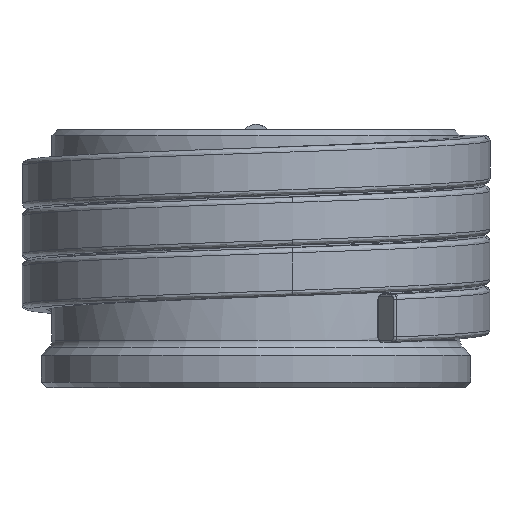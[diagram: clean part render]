
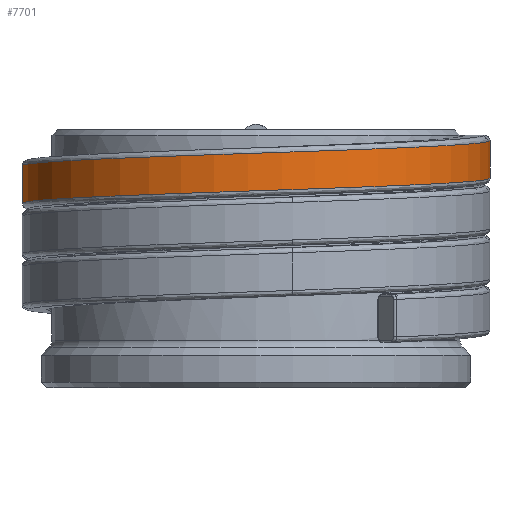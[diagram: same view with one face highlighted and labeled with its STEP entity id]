
A CAD part, left-side view. The second image highlights one B-rep face of the part: STEP entity #7701.
In plain terms, the highlighted cylindrical face has radius 21.8 mm (diameter 43.6 mm), a partial arc.
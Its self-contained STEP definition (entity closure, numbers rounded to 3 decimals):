
#2023=CARTESIAN_POINT('',(0.,0.,-5.));
#2024=DIRECTION('',(0.,0.,1.));
#2025=DIRECTION('',(0.971,-0.241,0.));
#2026=AXIS2_PLACEMENT_3D('',#2023,#2024,#2025);
#2879=DIRECTION('',(0.,0.,1.));
#2880=VECTOR('',#2879,3.5);
#2881=CARTESIAN_POINT('',(10.024,-19.359,
-8.843));
#2882=LINE('',#2881,#2880);
#2914=DIRECTION('',(0.,0.,1.));
#2915=VECTOR('',#2914,3.5);
#2916=CARTESIAN_POINT('',(0.,-21.8,-4.5));
#2917=LINE('',#2916,#2915);
#2918=CARTESIAN_POINT('',(0.,-21.8,-4.5));
#2919=CARTESIAN_POINT('',(-1.361,-21.8,-4.547));
#2920=CARTESIAN_POINT('',(-4.082,-21.544,
-4.64));
#2921=CARTESIAN_POINT('',(-8.022,-20.408,
-4.78));
#2922=CARTESIAN_POINT('',(-11.681,-18.557,
-4.92));
#2923=CARTESIAN_POINT('',(-14.932,-16.058,
-5.06));
#2924=CARTESIAN_POINT('',(-17.661,-12.997,
-5.2));
#2925=CARTESIAN_POINT('',(-19.772,-9.482,
-5.341));
#2926=CARTESIAN_POINT('',(-21.191,-5.635,
-5.481));
#2927=CARTESIAN_POINT('',(-21.87,-1.591,
-5.621));
#2928=CARTESIAN_POINT('',(-21.784,2.508,
-5.761));
#2929=CARTESIAN_POINT('',(-20.936,6.52,
-5.901));
#2930=CARTESIAN_POINT('',(-19.356,10.304,
-6.041));
#2931=CARTESIAN_POINT('',(-17.099,13.728,
-6.181));
#2932=CARTESIAN_POINT('',(-14.244,16.671,
-6.321));
#2933=CARTESIAN_POINT('',(-10.892,19.032,
-6.461));
#2934=CARTESIAN_POINT('',(-7.158,20.727,
-6.601));
#2935=CARTESIAN_POINT('',(-3.174,21.697,
-6.741));
#2936=CARTESIAN_POINT('',(0.921,21.908,
-6.881));
#2937=CARTESIAN_POINT('',(4.984,21.354,-7.022));
#2938=CARTESIAN_POINT('',(8.872,20.053,-7.162));
#2939=CARTESIAN_POINT('',(12.451,18.05,-7.302));
#2940=CARTESIAN_POINT('',(15.593,15.417,-7.442));
#2941=CARTESIAN_POINT('',(18.191,12.244,-7.582));
#2942=CARTESIAN_POINT('',(20.153,8.643,-7.722));
#2943=CARTESIAN_POINT('',(21.409,4.74,-7.862));
#2944=CARTESIAN_POINT('',(21.918,0.671,
-8.002));
#2945=CARTESIAN_POINT('',(21.659,-3.421,
-8.142));
#2946=CARTESIAN_POINT('',(20.644,-7.394,
-8.282));
#2947=CARTESIAN_POINT('',(18.906,-11.108,
-8.422));
#2948=CARTESIAN_POINT('',(16.508,-14.434,
-8.562));
#2949=CARTESIAN_POINT('',(13.532,-17.255,
-8.703));
#2950=CARTESIAN_POINT('',(11.232,-18.733,
-8.796));
#2951=CARTESIAN_POINT('',(10.024,-19.359,
-8.843));
#2953=CARTESIAN_POINT('',(20.762,-6.646,
-4.757));
#2954=CARTESIAN_POINT('',(20.789,-6.561,
-4.78));
#2955=CARTESIAN_POINT('',(20.843,-6.39,
-4.827));
#2956=CARTESIAN_POINT('',(20.921,-6.13,
-4.889));
#2957=CARTESIAN_POINT('',(20.998,-5.86,
-4.943));
#2958=CARTESIAN_POINT('',(21.077,-5.572,
-4.985));
#2959=CARTESIAN_POINT('',(21.13,-5.363,-5.));
#2960=CARTESIAN_POINT('',(21.157,-5.255,-5.));
#2962=CARTESIAN_POINT('',(21.68,-2.283,-5.));
#2963=CARTESIAN_POINT('',(21.687,-2.219,-5.));
#2964=CARTESIAN_POINT('',(21.699,-2.098,
-4.984));
#2965=CARTESIAN_POINT('',(21.715,-1.928,
-4.92));
#2966=CARTESIAN_POINT('',(21.726,-1.791,
-4.825));
#2967=CARTESIAN_POINT('',(21.734,-1.694,
-4.709));
#2968=CARTESIAN_POINT('',(21.737,-1.658,
-4.626));
#2969=CARTESIAN_POINT('',(21.738,-1.647,
-4.582));
#2976=CARTESIAN_POINT('',(0.,-21.8,-1.));
#2978=CARTESIAN_POINT('',(0.,-21.8,-1.));
#2979=CARTESIAN_POINT('',(-1.338,-21.8,-1.046));
#2980=CARTESIAN_POINT('',(-4.015,-21.553,
-1.138));
#2981=CARTESIAN_POINT('',(-7.893,-20.453,
-1.276));
#2982=CARTESIAN_POINT('',(-11.505,-18.662,
-1.413));
#2983=CARTESIAN_POINT('',(-14.728,-16.24,
-1.551));
#2984=CARTESIAN_POINT('',(-17.453,-13.268,
-1.689));
#2985=CARTESIAN_POINT('',(-19.587,-9.848,
-1.827));
#2986=CARTESIAN_POINT('',(-21.059,-6.095,
-1.964));
#2987=CARTESIAN_POINT('',(-21.819,-2.135,
-2.102));
#2988=CARTESIAN_POINT('',(-21.841,1.896,
-2.24));
#2989=CARTESIAN_POINT('',(-21.125,5.864,
-2.378));
#2990=CARTESIAN_POINT('',(-19.694,9.633,
-2.515));
#2991=CARTESIAN_POINT('',(-17.597,13.076,
-2.653));
#2992=CARTESIAN_POINT('',(-14.905,16.077,
-2.791));
#2993=CARTESIAN_POINT('',(-11.709,18.535,
-2.929));
#2994=CARTESIAN_POINT('',(-8.117,20.366,
-3.066));
#2995=CARTESIAN_POINT('',(-4.251,21.508,
-3.204));
#2996=CARTESIAN_POINT('',(-0.24,21.922,
-3.342));
#2997=CARTESIAN_POINT('',(3.778,21.596,-3.48));
#2998=CARTESIAN_POINT('',(7.669,20.539,-3.617));
#2999=CARTESIAN_POINT('',(11.3,18.787,-3.755));
#3000=CARTESIAN_POINT('',(14.549,16.4,-3.893));
#3001=CARTESIAN_POINT('',(17.306,13.459,-4.031));
#3002=CARTESIAN_POINT('',(19.478,10.062,-4.168));
#3003=CARTESIAN_POINT('',(20.991,6.325,-4.306));
#3004=CARTESIAN_POINT('',(21.795,2.375,-4.444));
#3005=CARTESIAN_POINT('',(21.839,-0.313,
-4.536));
#3006=CARTESIAN_POINT('',(21.738,-1.647,
-4.582));
#3035=CARTESIAN_POINT('',(20.762,-6.646,
-4.757));
#3037=CARTESIAN_POINT('',(20.762,-6.646,
-4.757));
#3038=CARTESIAN_POINT('',(20.415,-7.73,
-4.796));
#3039=CARTESIAN_POINT('',(19.551,-9.843,
-4.874));
#3040=CARTESIAN_POINT('',(17.776,-12.773,
-4.991));
#3041=CARTESIAN_POINT('',(15.566,-15.39,
-5.108));
#3042=CARTESIAN_POINT('',(12.974,-17.63,
-5.225));
#3043=CARTESIAN_POINT('',(11.035,-18.835,
-5.304));
#3044=CARTESIAN_POINT('',(10.024,-19.359,
-5.343));
#3794=CARTESIAN_POINT('',(10.024,-19.359,
-8.843));
#3795=CARTESIAN_POINT('',(10.024,-19.359,
-5.343));
#3796=VERTEX_POINT('',#3794);
#3797=VERTEX_POINT('',#3795);
#3865=VERTEX_POINT('',#2976);
#3866=CARTESIAN_POINT('',(0.,-21.8,-4.5));
#3867=VERTEX_POINT('',#3866);
#3868=VERTEX_POINT('',#3006);
#3875=CARTESIAN_POINT('',(21.157,-5.255,-5.));
#3876=CARTESIAN_POINT('',(21.68,-2.283,-5.));
#3877=VERTEX_POINT('',#3875);
#3878=VERTEX_POINT('',#3876);
#3885=VERTEX_POINT('',#3035);
#7682=CARTESIAN_POINT('',(0.,0.,-0.5));
#7683=DIRECTION('',(0.,0.,-1.));
#7684=DIRECTION('',(0.,-1.,0.));
#7685=AXIS2_PLACEMENT_3D('',#7682,#7683,#7684);
#7686=CYLINDRICAL_SURFACE('',#7685,21.8);
#7687=ORIENTED_EDGE('',*,*,#7658,.F.);
#7688=ORIENTED_EDGE('',*,*,#7091,.T.);
#7689=ORIENTED_EDGE('',*,*,#7648,.T.);
#7691=ORIENTED_EDGE('',*,*,#7690,.F.);
#7693=ORIENTED_EDGE('',*,*,#7692,.T.);
#7694=ORIENTED_EDGE('',*,*,#6208,.T.);
#7696=ORIENTED_EDGE('',*,*,#7695,.T.);
#7698=ORIENTED_EDGE('',*,*,#7697,.F.);
#7699=EDGE_LOOP('',(#7687,#7688,#7689,#7691,#7693,#7694,#7696,#7698));
#7700=FACE_OUTER_BOUND('',#7699,.F.);
#2027=CIRCLE('',#2026,21.8);
#2952=B_SPLINE_CURVE_WITH_KNOTS('',3,(#2918,#2919,#2920,#2921,#2922,#2923,#2924,
#2925,#2926,#2927,#2928,#2929,#2930,#2931,#2932,#2933,#2934,#2935,#2936,#2937,
#2938,#2939,#2940,#2941,#2942,#2943,#2944,#2945,#2946,#2947,#2948,#2949,#2950,
#2951),.UNSPECIFIED.,.F.,.F.,(4,1,1,1,1,1,1,1,1,1,1,1,1,1,1,1,1,1,1,1,1,1,1,1,1,
1,1,1,1,1,1,4),(0.,0.032,0.065,0.097,
0.129,0.161,0.194,0.226,
0.258,0.29,0.323,0.355,
0.387,0.419,0.452,0.484,
0.516,0.548,0.581,0.613,
0.645,0.677,0.71,0.742,
0.774,0.806,0.839,0.871,
0.903,0.935,0.968,1.),.UNSPECIFIED.);
#2961=B_SPLINE_CURVE_WITH_KNOTS('',3,(#2953,#2954,#2955,#2956,#2957,#2958,#2959,
#2960),.UNSPECIFIED.,.F.,.F.,(4,1,1,1,1,4),(0.,0.2,0.4,0.6,0.8,1.),
.UNSPECIFIED.);
#2970=B_SPLINE_CURVE_WITH_KNOTS('',3,(#2962,#2963,#2964,#2965,#2966,#2967,#2968,
#2969),.UNSPECIFIED.,.F.,.F.,(4,1,1,1,1,4),(0.,0.2,0.4,0.6,0.8,1.),
.UNSPECIFIED.);
#3007=B_SPLINE_CURVE_WITH_KNOTS('',3,(#2978,#2979,#2980,#2981,#2982,#2983,#2984,
#2985,#2986,#2987,#2988,#2989,#2990,#2991,#2992,#2993,#2994,#2995,#2996,#2997,
#2998,#2999,#3000,#3001,#3002,#3003,#3004,#3005,#3006),.UNSPECIFIED.,.F.,.F.,(4,
1,1,1,1,1,1,1,1,1,1,1,1,1,1,1,1,1,1,1,1,1,1,1,1,1,4),(0.,0.038,
0.077,0.115,0.154,0.192,
0.231,0.269,0.308,0.346,
0.385,0.423,0.462,0.5,0.538,
0.577,0.615,0.654,0.692,
0.731,0.769,0.808,0.846,
0.885,0.923,0.962,1.),.UNSPECIFIED.);
#3045=B_SPLINE_CURVE_WITH_KNOTS('',3,(#3037,#3038,#3039,#3040,#3041,#3042,#3043,
#3044),.UNSPECIFIED.,.F.,.F.,(4,1,1,1,1,4),(0.,0.2,0.4,0.6,0.8,1.),
.UNSPECIFIED.);
#6208=EDGE_CURVE('',#3877,#3878,#2027,.T.);
#7091=EDGE_CURVE('',#3867,#3796,#2952,.T.);
#7648=EDGE_CURVE('',#3796,#3797,#2882,.T.);
#7658=EDGE_CURVE('',#3867,#3865,#2917,.T.);
#7690=EDGE_CURVE('',#3885,#3797,#3045,.T.);
#7692=EDGE_CURVE('',#3885,#3877,#2961,.T.);
#7695=EDGE_CURVE('',#3878,#3868,#2970,.T.);
#7697=EDGE_CURVE('',#3865,#3868,#3007,.T.);
#7701=ADVANCED_FACE('',(#7700),#7686,.T.);
